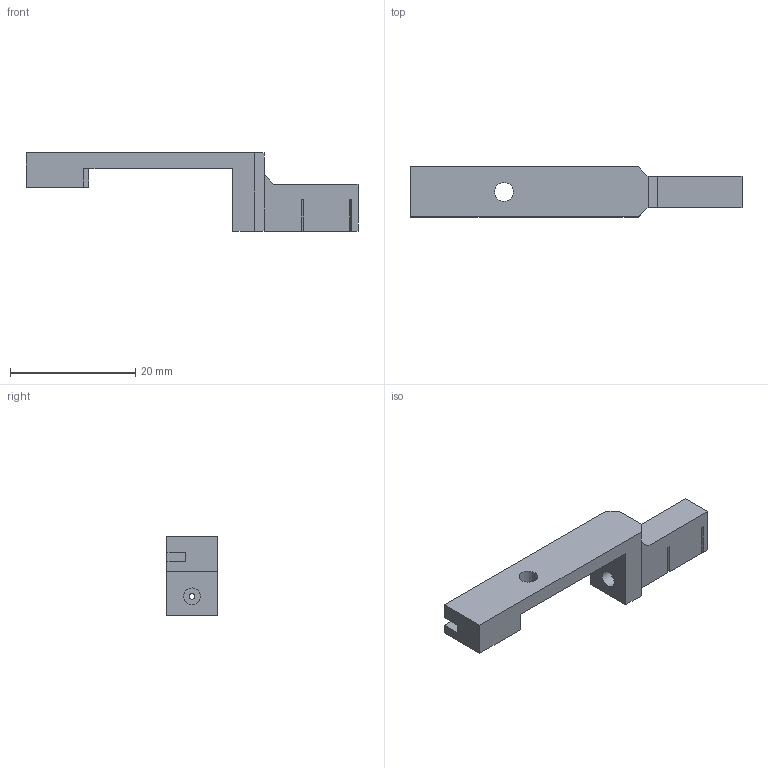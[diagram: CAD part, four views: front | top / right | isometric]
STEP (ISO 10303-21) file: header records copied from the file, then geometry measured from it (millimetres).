
FILE_DESCRIPTION(/* description */ (''),/* implementation_level */ '2;1');
FILE_NAME(/* name */ 'Left side probe arm.stp',/* time_stamp */ '2025-07-22T13:44:52-06:00',/* author */ ('Gao'),/* organization */ (''),/* preprocessor_version */ 'ST-DEVELOPER v20.1',/* originating_system */ 'Autodesk Inventor 2026',/* authorisation */ '');
FILE_SCHEMA (('AUTOMOTIVE_DESIGN { 1 0 10303 214 3 1 1 }'));
Length unit declared in the file: millimetre
Products named in the file (1): Upper probe arm_MIR
Bounding box: 53 x 8 x 12.5 mm (x, y, z)
Volume: 1793.8 mm3; surface area: 1807.1 mm2
Topology: 1 solids, 1 shells, 31 faces, 86 edges, 59 vertices
Faces by surface type: plane 25, cylinder 6
Full cylindrical faces by diameter (mm): 0.9 x1, 2.7 x1, 3 x1
Entity records: 1109 total; most frequent: CARTESIAN_POINT 240, ORIENTED_EDGE 172, DIRECTION 159, EDGE_CURVE 86, LINE 71, VECTOR 71, VERTEX_POINT 57, AXIS2_PLACEMENT_3D 44
